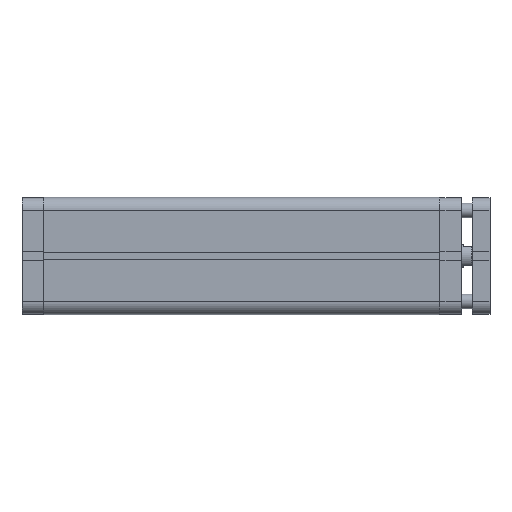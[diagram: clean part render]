
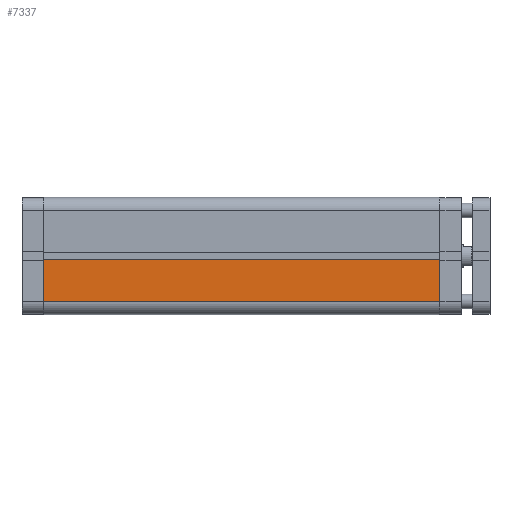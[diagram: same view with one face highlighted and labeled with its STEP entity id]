
A CAD part, front view. The second image highlights one B-rep face of the part: STEP entity #7337.
In plain terms, the highlighted planar face has unit normal (0, -1, 0).
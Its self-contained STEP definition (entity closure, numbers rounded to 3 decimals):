
#1786 = LINE ( 'NONE', #2431, #1787 ) ;
#1787 = VECTOR ( 'NONE', #2432, 1000. ) ;
#1788 = LINE ( 'NONE', #2434, #1789 ) ;
#1789 = VECTOR ( 'NONE', #2435, 1000. ) ;
#1792 = LINE ( 'NONE', #2433, #1796 ) ;
#1794 = LINE ( 'NONE', #2441, #1795 ) ;
#1795 = VECTOR ( 'NONE', #2442, 1000. ) ;
#1796 = VECTOR ( 'NONE', #2444, 1000. ) ;
#2431 = CARTESIAN_POINT ( 'NONE',  ( 0., -40., 270.5 ) ) ;
#2432 = DIRECTION ( 'NONE',  ( 1., 0., 0. ) ) ;
#2433 = CARTESIAN_POINT ( 'NONE',  ( 0., -40., 0. ) ) ;
#2434 = CARTESIAN_POINT ( 'NONE',  ( -31., -40., 270.5 ) ) ;
#2435 = DIRECTION ( 'NONE',  ( 0., 0., -1. ) ) ;
#2441 = CARTESIAN_POINT ( 'NONE',  ( -2.6, -40., 270.5 ) ) ;
#2442 = DIRECTION ( 'NONE',  ( 0., 0., -1. ) ) ;
#2444 = DIRECTION ( 'NONE',  ( 1., 0., 0. ) ) ;
#3353 = VERTEX_POINT ( 'NONE', #3789 ) ;
#3394 = VERTEX_POINT ( 'NONE', #3830 ) ;
#3407 = VERTEX_POINT ( 'NONE', #3843 ) ;
#3426 = VERTEX_POINT ( 'NONE', #3862 ) ;
#3789 = CARTESIAN_POINT ( 'NONE',  ( -31., -40., 0. ) ) ;
#3830 = CARTESIAN_POINT ( 'NONE',  ( -2.6, -40., 0. ) ) ;
#3843 = CARTESIAN_POINT ( 'NONE',  ( -2.6, -40., 270.5 ) ) ;
#3862 = CARTESIAN_POINT ( 'NONE',  ( -31., -40., 270.5 ) ) ;
#4202 = CARTESIAN_POINT ( 'NONE',  ( 0., -40., 270.5 ) ) ;
#4203 = PLANE ( 'NONE',  #8266 ) ;
#4205 = DIRECTION ( 'NONE',  ( 0., 1., 0. ) ) ;
#4206 = DIRECTION ( 'NONE',  ( 0., 0., 1. ) ) ;
#4997 = FACE_OUTER_BOUND ( 'NONE', #6091, .T. ) ;
#5812 = ORIENTED_EDGE ( 'NONE', *, *, #7963, .T. ) ;
#5879 = ORIENTED_EDGE ( 'NONE', *, *, #7962, .F. ) ;
#5883 = ORIENTED_EDGE ( 'NONE', *, *, #7966, .F. ) ;
#5884 = ORIENTED_EDGE ( 'NONE', *, *, #7967, .T. ) ;
#6091 = EDGE_LOOP ( 'NONE', ( #5884, #5883, #5879, #5812 ) ) ;
#7337 = ADVANCED_FACE ( 'NONE', ( #4997 ), #4203, .F. ) ;
#7962 = EDGE_CURVE ( 'NONE', #3426, #3407, #1786, .T. ) ;
#7963 = EDGE_CURVE ( 'NONE', #3426, #3353, #1788, .T. ) ;
#7966 = EDGE_CURVE ( 'NONE', #3407, #3394, #1794, .T. ) ;
#7967 = EDGE_CURVE ( 'NONE', #3353, #3394, #1792, .T. ) ;
#8266 = AXIS2_PLACEMENT_3D ( 'NONE', #4202, #4205, #4206 ) ;
